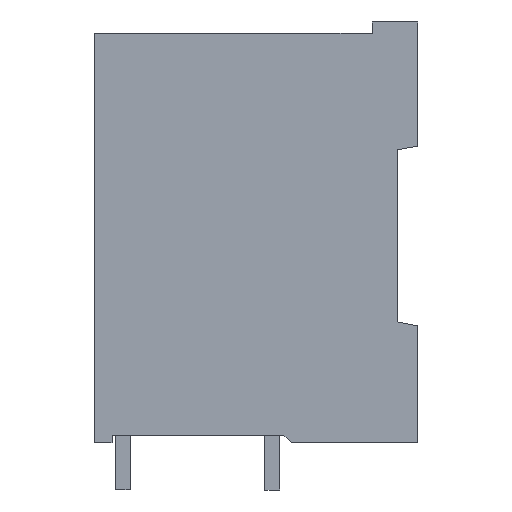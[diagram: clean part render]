
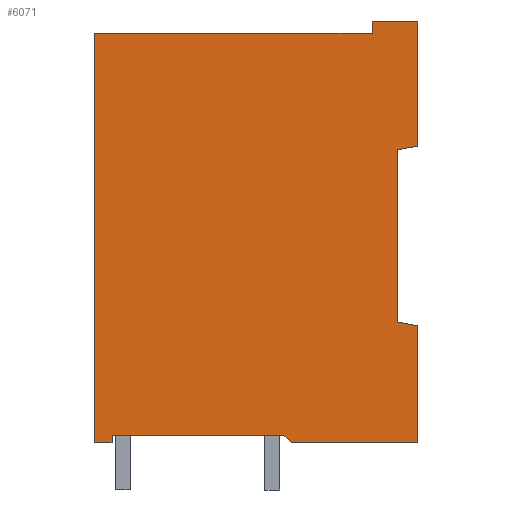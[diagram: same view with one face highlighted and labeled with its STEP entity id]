
A CAD part, left-side view. The second image highlights one B-rep face of the part: STEP entity #6071.
In plain terms, the highlighted planar face has unit normal (-1, 0, 0).
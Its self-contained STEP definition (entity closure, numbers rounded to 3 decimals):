
#5991=AXIS2_PLACEMENT_3D('Plane Axis2P3D',#5988,#5989,#5990) ;
#2603=CARTESIAN_POINT('Line Origine',(0.,0.7,23.277)) ;
#2607=CARTESIAN_POINT('Vertex',(0.,1.4,23.153)) ;
#2609=CARTESIAN_POINT('Vertex',(0.,0.,23.4)) ;
#3931=CARTESIAN_POINT('Line Origine',(0.,21.4,3.2)) ;
#3935=CARTESIAN_POINT('Vertex',(0.,22.,3.2)) ;
#3937=CARTESIAN_POINT('Vertex',(0.,20.8,3.2)) ;
#3982=CARTESIAN_POINT('Vertex',(0.,20.8,3.7)) ;
#3985=CARTESIAN_POINT('Line Origine',(0.,20.8,3.45)) ;
#3997=CARTESIAN_POINT('Line Origine',(0.,4.3,3.2)) ;
#4001=CARTESIAN_POINT('Vertex',(0.,8.6,3.2)) ;
#4003=CARTESIAN_POINT('Vertex',(0.,0.,3.2)) ;
#5988=CARTESIAN_POINT('Axis2P3D Location',(0.,22.,0.)) ;
#5993=CARTESIAN_POINT('Line Origine',(0.,11.,3.7)) ;
#5997=CARTESIAN_POINT('Vertex',(0.,9.1,3.7)) ;
#6001=CARTESIAN_POINT('Control Point',(0.,9.1,3.7)) ;
#6002=CARTESIAN_POINT('Control Point',(0.,8.6,3.2)) ;
#6004=CARTESIAN_POINT('Line Origine',(0.,0.,17.525)) ;
#6008=CARTESIAN_POINT('Vertex',(0.,0.,11.17)) ;
#6012=CARTESIAN_POINT('Control Point',(0.,0.,11.17)) ;
#6013=CARTESIAN_POINT('Control Point',(0.,1.4,11.439)) ;
#6014=CARTESIAN_POINT('Vertex',(0.,1.4,11.439)) ;
#6017=CARTESIAN_POINT('Line Origine',(0.,1.4,17.525)) ;
#6022=CARTESIAN_POINT('Line Origine',(0.,0.,17.525)) ;
#6026=CARTESIAN_POINT('Vertex',(0.,0.,31.85)) ;
#6029=CARTESIAN_POINT('Line Origine',(0.,11.,31.85)) ;
#6033=CARTESIAN_POINT('Vertex',(0.,3.1,31.85)) ;
#6036=CARTESIAN_POINT('Line Origine',(0.,3.1,17.525)) ;
#6040=CARTESIAN_POINT('Vertex',(0.,3.1,31.08)) ;
#6043=CARTESIAN_POINT('Line Origine',(0.,11.,31.08)) ;
#6047=CARTESIAN_POINT('Vertex',(0.,22.,31.08)) ;
#6050=CARTESIAN_POINT('Line Origine',(0.,22.,17.525)) ;
#2604=DIRECTION('Vector Direction',(0.,-0.985,0.174)) ;
#3932=DIRECTION('Vector Direction',(0.,-1.,0.)) ;
#3986=DIRECTION('Vector Direction',(0.,0.,-1.)) ;
#3998=DIRECTION('Vector Direction',(0.,-1.,0.)) ;
#5989=DIRECTION('Axis2P3D Direction',(-1.,0.,0.)) ;
#5990=DIRECTION('Axis2P3D XDirection',(0.,-1.,0.)) ;
#5994=DIRECTION('Vector Direction',(0.,-1.,0.)) ;
#6005=DIRECTION('Vector Direction',(0.,0.,1.)) ;
#6018=DIRECTION('Vector Direction',(0.,0.,1.)) ;
#6023=DIRECTION('Vector Direction',(0.,0.,1.)) ;
#6030=DIRECTION('Vector Direction',(0.,-1.,0.)) ;
#6037=DIRECTION('Vector Direction',(0.,0.,1.)) ;
#6044=DIRECTION('Vector Direction',(0.,-1.,0.)) ;
#6051=DIRECTION('Vector Direction',(0.,0.,1.)) ;
#2605=VECTOR('Line Direction',#2604,1.) ;
#3933=VECTOR('Line Direction',#3932,1.) ;
#3987=VECTOR('Line Direction',#3986,1.) ;
#3999=VECTOR('Line Direction',#3998,1.) ;
#5995=VECTOR('Line Direction',#5994,1.) ;
#6006=VECTOR('Line Direction',#6005,1.) ;
#6019=VECTOR('Line Direction',#6018,1.) ;
#6024=VECTOR('Line Direction',#6023,1.) ;
#6031=VECTOR('Line Direction',#6030,1.) ;
#6038=VECTOR('Line Direction',#6037,1.) ;
#6045=VECTOR('Line Direction',#6044,1.) ;
#6052=VECTOR('Line Direction',#6051,1.) ;
#6056=ORIENTED_EDGE('',*,*,#3939,.T.) ;
#6057=ORIENTED_EDGE('',*,*,#3989,.F.) ;
#6058=ORIENTED_EDGE('',*,*,#5999,.T.) ;
#6059=ORIENTED_EDGE('',*,*,#6003,.T.) ;
#6060=ORIENTED_EDGE('',*,*,#4005,.T.) ;
#6061=ORIENTED_EDGE('',*,*,#6010,.T.) ;
#6062=ORIENTED_EDGE('',*,*,#6016,.T.) ;
#6063=ORIENTED_EDGE('',*,*,#6021,.T.) ;
#6064=ORIENTED_EDGE('',*,*,#2611,.T.) ;
#6065=ORIENTED_EDGE('',*,*,#6028,.T.) ;
#6066=ORIENTED_EDGE('',*,*,#6035,.T.) ;
#6067=ORIENTED_EDGE('',*,*,#6042,.T.) ;
#6068=ORIENTED_EDGE('',*,*,#6049,.T.) ;
#6069=ORIENTED_EDGE('',*,*,#6054,.T.) ;
#6071=ADVANCED_FACE('Model',(#6070),#5992,.T.) ;
#6000=B_SPLINE_CURVE_WITH_KNOTS('',1,(#6001,#6002),.UNSPECIFIED.,.F.,.U.,(2,2),(-0.354,0.354),.UNSPECIFIED.) ;
#6011=B_SPLINE_CURVE_WITH_KNOTS('',1,(#6012,#6013),.UNSPECIFIED.,.F.,.U.,(2,2),(-0.713,0.713),.UNSPECIFIED.) ;
#2611=EDGE_CURVE('',#2608,#2610,#2606,.T.) ;
#3939=EDGE_CURVE('',#3936,#3938,#3934,.T.) ;
#3989=EDGE_CURVE('',#3983,#3938,#3988,.T.) ;
#4005=EDGE_CURVE('',#4002,#4004,#4000,.T.) ;
#5999=EDGE_CURVE('',#3983,#5998,#5996,.T.) ;
#6003=EDGE_CURVE('',#5998,#4002,#6000,.T.) ;
#6010=EDGE_CURVE('',#4004,#6009,#6007,.T.) ;
#6016=EDGE_CURVE('',#6009,#6015,#6011,.T.) ;
#6021=EDGE_CURVE('',#6015,#2608,#6020,.T.) ;
#6028=EDGE_CURVE('',#2610,#6027,#6025,.T.) ;
#6035=EDGE_CURVE('',#6027,#6034,#6032,.F.) ;
#6042=EDGE_CURVE('',#6034,#6041,#6039,.F.) ;
#6049=EDGE_CURVE('',#6041,#6048,#6046,.F.) ;
#6054=EDGE_CURVE('',#6048,#3936,#6053,.F.) ;
#6055=EDGE_LOOP('',(#6056,#6057,#6058,#6059,#6060,#6061,#6062,#6063,#6064,#6065,#6066,#6067,#6068,#6069)) ;
#6070=FACE_OUTER_BOUND('',#6055,.T.) ;
#2606=LINE('Line',#2603,#2605) ;
#3934=LINE('Line',#3931,#3933) ;
#3988=LINE('Line',#3985,#3987) ;
#4000=LINE('Line',#3997,#3999) ;
#5996=LINE('Line',#5993,#5995) ;
#6007=LINE('Line',#6004,#6006) ;
#6020=LINE('Line',#6017,#6019) ;
#6025=LINE('Line',#6022,#6024) ;
#6032=LINE('Line',#6029,#6031) ;
#6039=LINE('Line',#6036,#6038) ;
#6046=LINE('Line',#6043,#6045) ;
#6053=LINE('Line',#6050,#6052) ;
#5992=PLANE('',#5991) ;
#2608=VERTEX_POINT('',#2607) ;
#2610=VERTEX_POINT('',#2609) ;
#3936=VERTEX_POINT('',#3935) ;
#3938=VERTEX_POINT('',#3937) ;
#3983=VERTEX_POINT('',#3982) ;
#4002=VERTEX_POINT('',#4001) ;
#4004=VERTEX_POINT('',#4003) ;
#5998=VERTEX_POINT('',#5997) ;
#6009=VERTEX_POINT('',#6008) ;
#6015=VERTEX_POINT('',#6014) ;
#6027=VERTEX_POINT('',#6026) ;
#6034=VERTEX_POINT('',#6033) ;
#6041=VERTEX_POINT('',#6040) ;
#6048=VERTEX_POINT('',#6047) ;
